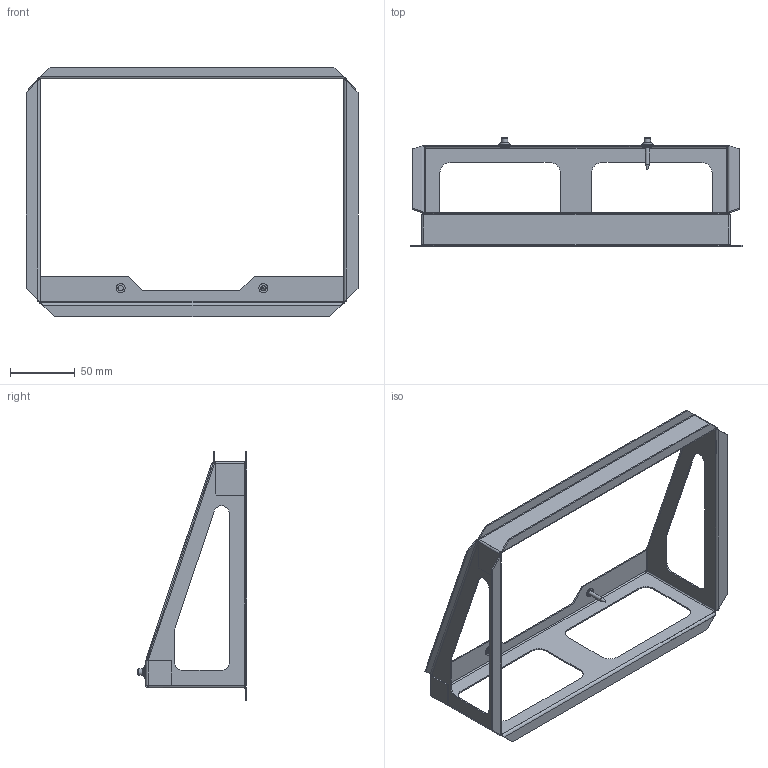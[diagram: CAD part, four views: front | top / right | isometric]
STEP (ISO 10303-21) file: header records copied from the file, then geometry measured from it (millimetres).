
FILE_DESCRIPTION(/* description */ (''),/* implementation_level */ '2;1');
FILE_NAME(/* name */ 'RAMECEK_dlouhy.stp',/* time_stamp */ '2013-05-02T10:37:09+02:00',/* author */ (''),/* organization */ (''),/* preprocessor_version */ 'ST-DEVELOPER v11',/* originating_system */ 'SIEMENS PLM Software NX 7.5',/* authorisation */ '');
FILE_SCHEMA (('AUTOMOTIVE_DESIGN { 1 0 10303 214 1 1 1 1 }'));
Length unit declared in the file: millimetre
Products named in the file (1): sommA9C95vik
Bounding box: 255.8 x 84.5 x 192.5 mm (x, y, z)
Volume: 42846.3 mm3; surface area: 88974.7 mm2
Topology: 7 solids, 7 shells, 212 faces, 495 edges, 312 vertices
Faces by surface type: plane 138, cylinder 59, torus 10, cone 5
Full cylindrical faces by diameter (mm): 3 x1, 4 x2, 4.9 x4, 5 x2, 5.3 x2, 7 x2, 9.5 x2
Entity records: 5933 total; most frequent: DIRECTION 1046, CARTESIAN_POINT 994, ORIENTED_EDGE 928, EDGE_CURVE 464, AXIS2_PLACEMENT_3D 373, VERTEX_POINT 302, LINE 300, VECTOR 300
